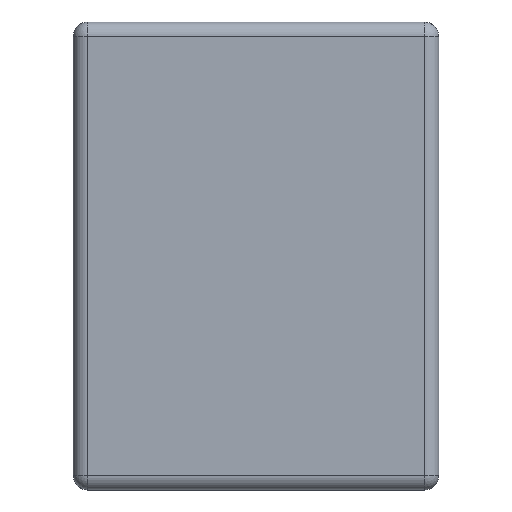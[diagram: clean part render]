
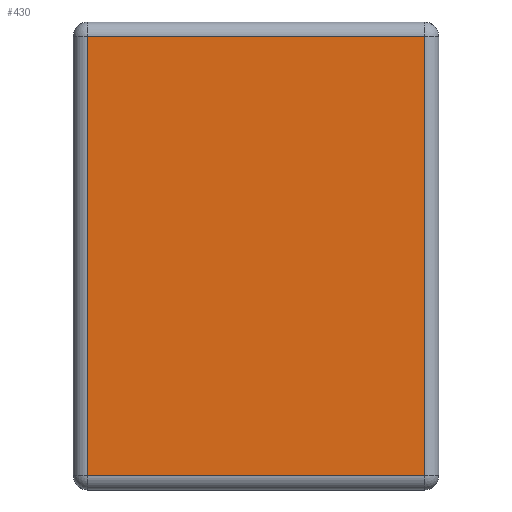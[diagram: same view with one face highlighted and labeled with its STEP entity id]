
A CAD part, left-side view. The second image highlights one B-rep face of the part: STEP entity #430.
In plain terms, the highlighted planar face has unit normal (-1, 0, 0).
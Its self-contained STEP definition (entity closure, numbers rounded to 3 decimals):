
#430=ADVANCED_FACE('',(#488),#447,.T.);
#447=PLANE('',#1075);
#488=FACE_OUTER_BOUND('',#534,.T.);
#534=EDGE_LOOP('',(#720,#721,#722,#723));
#720=ORIENTED_EDGE('',*,*,#876,.F.);
#721=ORIENTED_EDGE('',*,*,#872,.T.);
#722=ORIENTED_EDGE('',*,*,#869,.F.);
#723=ORIENTED_EDGE('',*,*,#879,.F.);
#780=VERTEX_POINT('',#1473);
#781=VERTEX_POINT('',#1477);
#782=VERTEX_POINT('',#1483);
#783=VERTEX_POINT('',#1491);
#869=EDGE_CURVE('',#780,#781,#932,.T.);
#872=EDGE_CURVE('',#782,#781,#933,.T.);
#876=EDGE_CURVE('',#782,#783,#934,.T.);
#879=EDGE_CURVE('',#783,#780,#935,.T.);
#932=LINE('',#1476,#988);
#933=LINE('',#1482,#989);
#934=LINE('',#1490,#990);
#935=LINE('',#1496,#991);
#988=VECTOR('',#1265,1.);
#989=VECTOR('',#1274,1.);
#990=VECTOR('',#1287,1.);
#991=VECTOR('',#1296,1.);
#1075=AXIS2_PLACEMENT_3D('',#1498,#1299,#1300);
#1265=DIRECTION('',(0.,1.,0.));
#1274=DIRECTION('',(0.,0.,-1.));
#1287=DIRECTION('',(0.,-1.,0.));
#1296=DIRECTION('',(0.,0.,-1.));
#1299=DIRECTION('',(-1.,0.,0.));
#1300=DIRECTION('',(0.,1.,0.));
#1473=CARTESIAN_POINT('',(-1.005,-0.575,0.126));
#1476=CARTESIAN_POINT('',(-1.005,-0.575,0.126));
#1477=CARTESIAN_POINT('',(-1.005,0.575,0.126));
#1482=CARTESIAN_POINT('',(-1.005,0.575,1.626));
#1483=CARTESIAN_POINT('',(-1.005,0.575,1.626));
#1490=CARTESIAN_POINT('',(-1.005,0.575,1.626));
#1491=CARTESIAN_POINT('',(-1.005,-0.575,1.626));
#1496=CARTESIAN_POINT('',(-1.005,-0.575,1.626));
#1498=CARTESIAN_POINT('',(-1.005,0.625,0.076));
